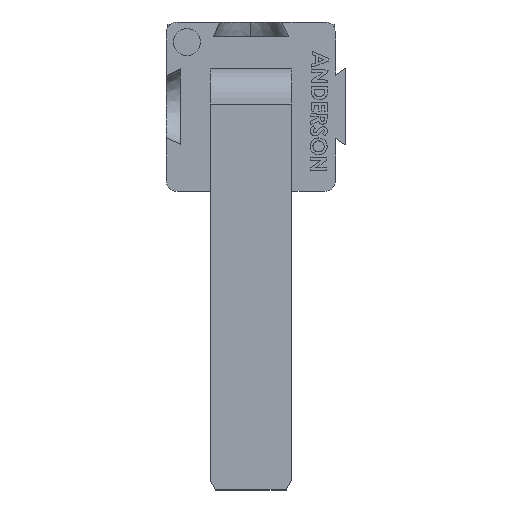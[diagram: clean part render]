
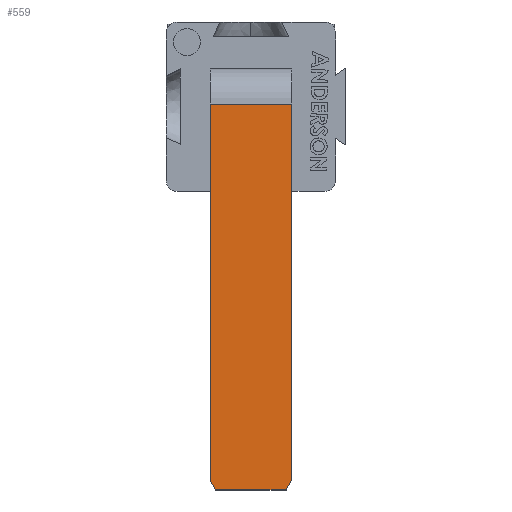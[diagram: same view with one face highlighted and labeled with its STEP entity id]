
A CAD part, top view. The second image highlights one B-rep face of the part: STEP entity #559.
In plain terms, the highlighted planar face has unit normal (0, 0, 1).
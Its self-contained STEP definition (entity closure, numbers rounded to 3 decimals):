
#236 = VERTEX_POINT ( 'NONE', #4394 ) ;
#268 = VERTEX_POINT ( 'NONE', #4432 ) ;
#281 = EDGE_CURVE ( 'NONE', #236, #268, #4427, .T. ) ;
#529 = EDGE_CURVE ( 'NONE', #532, #236, #4971, .T. ) ;
#532 = VERTEX_POINT ( 'NONE', #5025 ) ;
#546 = VERTEX_POINT ( 'NONE', #5000 ) ;
#547 = ORIENTED_EDGE ( 'NONE', *, *, #549, .T. ) ;
#548 = ORIENTED_EDGE ( 'NONE', *, *, #551, .T. ) ;
#549 = EDGE_CURVE ( 'NONE', #554, #546, #5066, .T. ) ;
#550 = ORIENTED_EDGE ( 'NONE', *, *, #558, .T. ) ;
#551 = EDGE_CURVE ( 'NONE', #546, #572, #5062, .T. ) ;
#552 = EDGE_LOOP ( 'NONE', ( #553, #550, #547, #548, #573, #568 ) ) ;
#553 = ORIENTED_EDGE ( 'NONE', *, *, #281, .T. ) ;
#554 = VERTEX_POINT ( 'NONE', #5057 ) ;
#558 = EDGE_CURVE ( 'NONE', #268, #554, #5055, .T. ) ;
#559 = ADVANCED_FACE ( 'NONE', ( #5051 ), #5050, .F. ) ;
#568 = ORIENTED_EDGE ( 'NONE', *, *, #529, .T. ) ;
#570 = EDGE_CURVE ( 'NONE', #532, #572, #5092, .T. ) ;
#572 = VERTEX_POINT ( 'NONE', #5084 ) ;
#573 = ORIENTED_EDGE ( 'NONE', *, *, #570, .F. ) ;
#4394 = CARTESIAN_POINT ( 'NONE',  ( -48.9, 28.883, 11.989 ) ) ;
#4424 = DIRECTION ( 'NONE',  ( 1., 0., 0. ) ) ;
#4425 = VECTOR ( 'NONE', #4424, 1000. ) ;
#4426 = CARTESIAN_POINT ( 'NONE',  ( -49.154, 28.883, 11.989 ) ) ;
#4427 = LINE ( 'NONE', #4426, #4425 ) ;
#4432 = CARTESIAN_POINT ( 'NONE',  ( -45.598, 28.883, 11.989 ) ) ;
#4971 = LINE ( 'NONE', #5032, #5031 ) ;
#5000 = CARTESIAN_POINT ( 'NONE',  ( -45.344, 46.942, 11.989 ) ) ;
#5025 = CARTESIAN_POINT ( 'NONE',  ( -49.154, 29.323, 11.989 ) ) ;
#5030 = DIRECTION ( 'NONE',  ( 0.5, -0.866, 0. ) ) ;
#5031 = VECTOR ( 'NONE', #5030, 1000. ) ;
#5032 = CARTESIAN_POINT ( 'NONE',  ( -49.154, 29.323, 11.989 ) ) ;
#5046 = DIRECTION ( 'NONE',  ( 0., -1., 0. ) ) ;
#5047 = DIRECTION ( 'NONE',  ( 0., 0., -1. ) ) ;
#5048 = AXIS2_PLACEMENT_3D ( 'NONE', #5049, #5047, #5046 ) ;
#5049 = CARTESIAN_POINT ( 'NONE',  ( -49.154, 28.883, 11.989 ) ) ;
#5050 = PLANE ( 'NONE',  #5048 ) ;
#5051 = FACE_OUTER_BOUND ( 'NONE', #552, .T. ) ;
#5052 = DIRECTION ( 'NONE',  ( 0.5, 0.866, 0. ) ) ;
#5053 = VECTOR ( 'NONE', #5052, 1000. ) ;
#5054 = CARTESIAN_POINT ( 'NONE',  ( -45.598, 28.883, 11.989 ) ) ;
#5055 = LINE ( 'NONE', #5054, #5053 ) ;
#5057 = CARTESIAN_POINT ( 'NONE',  ( -45.344, 29.323, 11.989 ) ) ;
#5058 = DIRECTION ( 'NONE',  ( -1., 0., 0. ) ) ;
#5059 = VECTOR ( 'NONE', #5058, 1000. ) ;
#5061 = CARTESIAN_POINT ( 'NONE',  ( -49.154, 46.942, 11.989 ) ) ;
#5062 = LINE ( 'NONE', #5061, #5059 ) ;
#5063 = DIRECTION ( 'NONE',  ( 0., 1., 0. ) ) ;
#5064 = VECTOR ( 'NONE', #5063, 1000. ) ;
#5065 = CARTESIAN_POINT ( 'NONE',  ( -45.344, 28.883, 11.989 ) ) ;
#5066 = LINE ( 'NONE', #5065, #5064 ) ;
#5084 = CARTESIAN_POINT ( 'NONE',  ( -49.154, 46.942, 11.989 ) ) ;
#5089 = DIRECTION ( 'NONE',  ( 0., 1., 0. ) ) ;
#5090 = VECTOR ( 'NONE', #5089, 1000. ) ;
#5091 = CARTESIAN_POINT ( 'NONE',  ( -49.154, 28.883, 11.989 ) ) ;
#5092 = LINE ( 'NONE', #5091, #5090 ) ;
